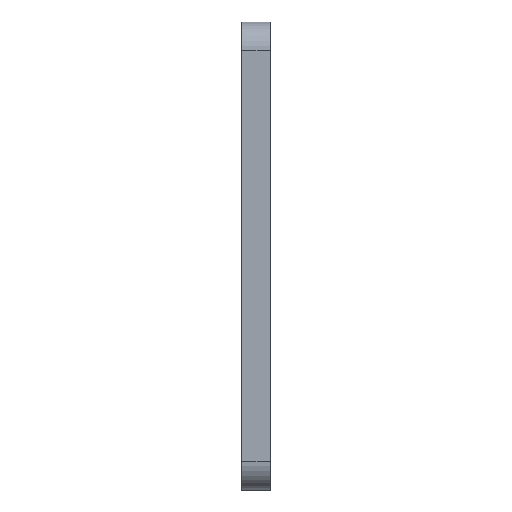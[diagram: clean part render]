
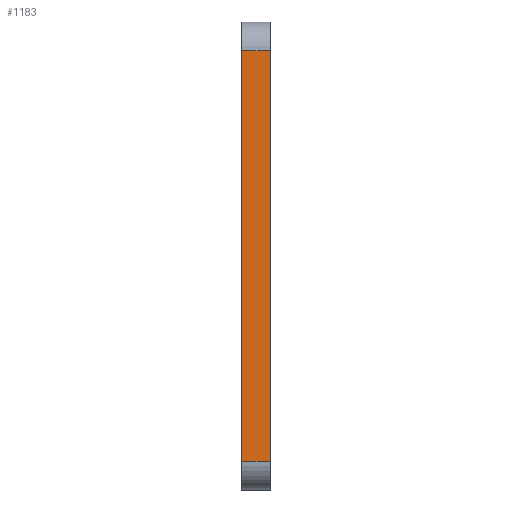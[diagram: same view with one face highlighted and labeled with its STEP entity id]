
A CAD part, left-side view. The second image highlights one B-rep face of the part: STEP entity #1183.
In plain terms, the highlighted planar face has unit normal (-1, 0, 0).
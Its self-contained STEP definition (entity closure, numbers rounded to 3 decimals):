
#579=CARTESIAN_POINT('',(-84.5,2.,-28.5));
#580=VERTEX_POINT('',#579);
#588=CARTESIAN_POINT('',(-84.5,2.,28.5));
#589=VERTEX_POINT('',#588);
#590=CARTESIAN_POINT('',(-84.5,2.,-28.5));
#591=DIRECTION('',(0.,0.,1.));
#592=VECTOR('',#591,57.);
#593=LINE('',#590,#592);
#594=EDGE_CURVE('',#580,#589,#593,.T.);
#658=CARTESIAN_POINT('',(-84.5,-2.,28.5));
#659=VERTEX_POINT('',#658);
#667=CARTESIAN_POINT('',(-84.5,-2.,-28.5));
#668=VERTEX_POINT('',#667);
#669=CARTESIAN_POINT('',(-84.5,-2.,-28.5));
#670=DIRECTION('',(0.,0.,1.));
#671=VECTOR('',#670,57.);
#672=LINE('',#669,#671);
#673=EDGE_CURVE('',#668,#659,#672,.T.);
#1162=CARTESIAN_POINT('',(-84.5,2.,32.5));
#1163=DIRECTION('',(1.,0.,0.));
#1164=DIRECTION('',(0.,0.,-1.));
#1165=AXIS2_PLACEMENT_3D('',#1162,#1163,#1164);
#1166=PLANE('',#1165);
#1167=ORIENTED_EDGE('',*,*,#594,.F.);
#1168=CARTESIAN_POINT('',(-84.5,2.,-28.5));
#1169=DIRECTION('',(0.,-1.,0.));
#1170=VECTOR('',#1169,4.);
#1171=LINE('',#1168,#1170);
#1172=EDGE_CURVE('',#580,#668,#1171,.T.);
#1173=ORIENTED_EDGE('',*,*,#1172,.T.);
#1174=ORIENTED_EDGE('',*,*,#673,.T.);
#1175=CARTESIAN_POINT('',(-84.5,-2.,28.5));
#1176=DIRECTION('',(-0.,1.,-0.));
#1177=VECTOR('',#1176,4.);
#1178=LINE('',#1175,#1177);
#1179=EDGE_CURVE('',#659,#589,#1178,.T.);
#1180=ORIENTED_EDGE('',*,*,#1179,.T.);
#1181=EDGE_LOOP('',(#1167,#1173,#1174,#1180));
#1182=FACE_BOUND('',#1181,.T.);
#1183=ADVANCED_FACE('',(#1182),#1166,.F.);
